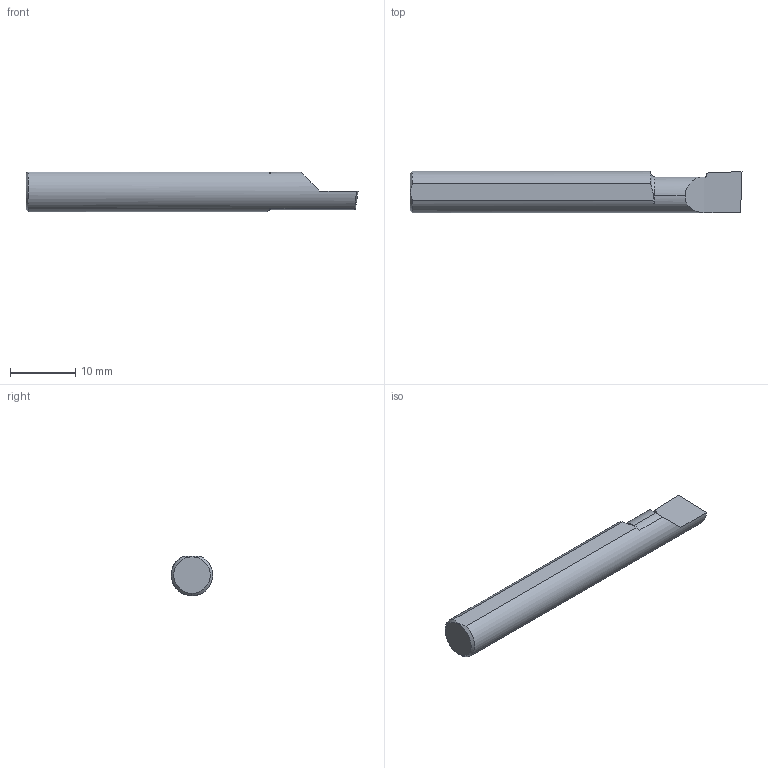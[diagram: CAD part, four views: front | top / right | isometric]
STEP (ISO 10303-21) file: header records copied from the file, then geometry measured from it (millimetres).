
FILE_DESCRIPTION (( 'STEP AP203' ), '1' );
FILE_NAME ('210282-BB254.STEP', '2024-04-17T22:52:11', ( '' ), ( '' ), 'SwSTEP 2.0', 'SolidWorks 2022', '' );
FILE_SCHEMA (( 'CONFIG_CONTROL_DESIGN' ));
Length unit declared in the file: inch
Products named in the file (1): 210282-BB254
Bounding box: 50.8 x 6.34 x 6.06 mm (x, y, z)
Volume: 1407.7 mm3; surface area: 1008.5 mm2
Topology: 1 solids, 1 shells, 19 faces, 51 edges, 34 vertices
Faces by surface type: plane 8, cylinder 4, torus 4, cone 3
Entity records: 733 total; most frequent: CARTESIAN_POINT 206, ORIENTED_EDGE 102, DIRECTION 86, EDGE_CURVE 51, AXIS2_PLACEMENT_3D 35, VERTEX_POINT 34, ADVANCED_FACE 19, EDGE_LOOP 19
